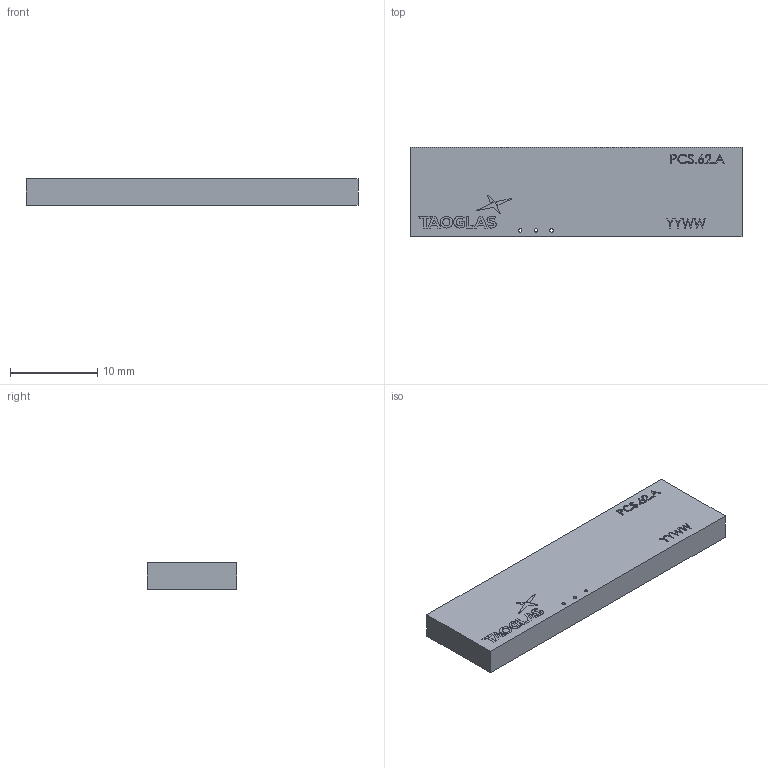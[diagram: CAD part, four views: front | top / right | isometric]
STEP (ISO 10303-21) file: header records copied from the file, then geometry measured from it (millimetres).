
FILE_DESCRIPTION (( 'STEP AP214' ), '1' );
FILE_NAME ('PCB.000352.STEP', '2025-04-01T14:07:27', ( 'LocalAdmin' ), ( '' ), 'SwSTEP 2.0', 'SolidWorks 2022', '' );
FILE_SCHEMA (( 'AUTOMOTIVE_DESIGN' ));
Length unit declared in the file: millimetre
Products named in the file (1): PCB.000352
Bounding box: 38.05 x 10.29 x 3.08 mm (x, y, z)
Volume: 1175.4 mm3; surface area: 1090.1 mm2
Topology: 1 solids, 1 shells, 302 faces, 807 edges, 538 vertices
Faces by surface type: plane 179, bspline 120, cylinder 3
Full cylindrical faces by diameter (mm): 0.4 x3
Entity records: 15541 total; most frequent: CARTESIAN_POINT 5621, ORIENTED_EDGE 1608, DIRECTION 936, EDGE_CURVE 804, VECTOR 558, LINE 558, VERTEX_POINT 538, EDGE_LOOP 342
